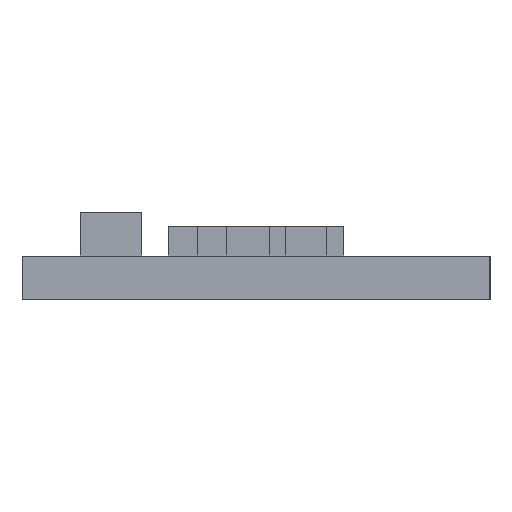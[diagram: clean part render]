
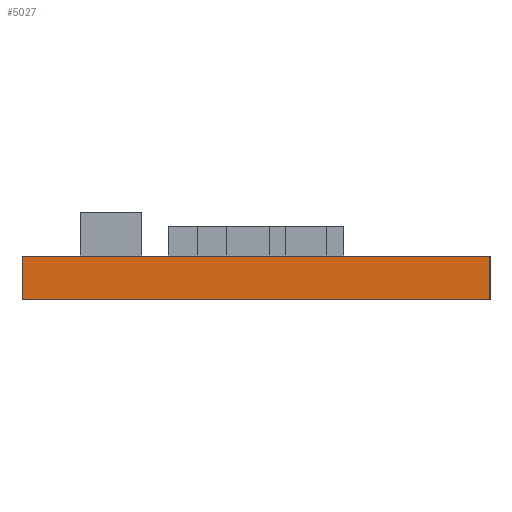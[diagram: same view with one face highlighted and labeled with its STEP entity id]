
A CAD part, left-side view. The second image highlights one B-rep face of the part: STEP entity #5027.
In plain terms, the highlighted planar face has unit normal (-1, 0, 0).
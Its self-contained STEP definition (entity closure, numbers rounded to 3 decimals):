
#337=FACE_OUTER_BOUND('',#633,.T.);
#633=EDGE_LOOP('',(#3682,#3683,#3684,#3685));
#1099=LINE('',#7554,#1713);
#1100=LINE('',#7556,#1714);
#1101=LINE('',#7558,#1715);
#1102=LINE('',#7559,#1716);
#1713=VECTOR('',#6123,10.);
#1714=VECTOR('',#6124,10.);
#1715=VECTOR('',#6125,10.);
#1716=VECTOR('',#6126,10.);
#2279=VERTEX_POINT('',#7552);
#2280=VERTEX_POINT('',#7553);
#2281=VERTEX_POINT('',#7555);
#2282=VERTEX_POINT('',#7557);
#2829=EDGE_CURVE('',#2279,#2280,#1099,.T.);
#2830=EDGE_CURVE('',#2280,#2281,#1100,.T.);
#2831=EDGE_CURVE('',#2282,#2281,#1101,.T.);
#2832=EDGE_CURVE('',#2279,#2282,#1102,.T.);
#3682=ORIENTED_EDGE('',*,*,#2829,.T.);
#3683=ORIENTED_EDGE('',*,*,#2830,.T.);
#3684=ORIENTED_EDGE('',*,*,#2831,.F.);
#3685=ORIENTED_EDGE('',*,*,#2832,.F.);
#4758=PLANE('',#5400);
#5027=ADVANCED_FACE('',(#337),#4758,.T.);
#5400=AXIS2_PLACEMENT_3D('',#7551,#6121,#6122);
#6121=DIRECTION('center_axis',(-1.,0.,0.));
#6122=DIRECTION('ref_axis',(0.,1.,0.));
#6123=DIRECTION('',(0.,1.,0.));
#6124=DIRECTION('',(0.,0.,-1.));
#6125=DIRECTION('',(0.,1.,0.));
#6126=DIRECTION('',(0.,0.,-1.));
#7551=CARTESIAN_POINT('Origin',(-10.25,-8.,0.));
#7552=CARTESIAN_POINT('',(-10.25,-8.,0.));
#7553=CARTESIAN_POINT('',(-10.25,8.,0.));
#7554=CARTESIAN_POINT('',(-10.25,-8.,0.));
#7555=CARTESIAN_POINT('',(-10.25,8.,-1.5));
#7556=CARTESIAN_POINT('',(-10.25,8.,0.));
#7557=CARTESIAN_POINT('',(-10.25,-8.,-1.5));
#7558=CARTESIAN_POINT('',(-10.25,-8.,-1.5));
#7559=CARTESIAN_POINT('',(-10.25,-8.,0.));
